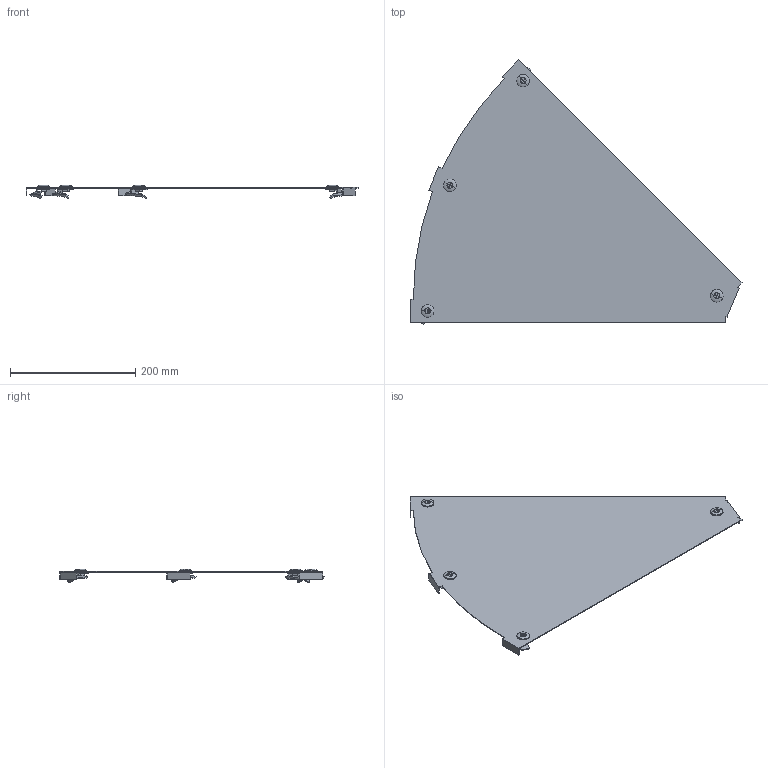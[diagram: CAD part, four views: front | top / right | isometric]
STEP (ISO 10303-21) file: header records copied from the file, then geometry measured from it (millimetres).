
FILE_DESCRIPTION (( 'STEP AP203' ), '1' );
FILE_NAME ('7138410.STEP', '2019-11-04T11:43:06', ( '' ), ( '' ), 'SwSTEP 2.0', 'SolidWorks 2018', '' );
FILE_SCHEMA (( 'CONFIG_CONTROL_DESIGN' ));
Length unit declared in the file: millimetre
Products named in the file (5): 120072_Standard; 7138410; 048180_NB=500 d-16,5 f〉 Helix-Drehriegel; 099600_Standard; 109905_quadratisch
Assembly tree (7 placements, depth 3):
  7138410
    048180_NB=500 d-16,5 f〉 Helix-Drehriegel
    120072_Standard  x4
      099600_Standard
      109905_quadratisch
Bounding box: 530.51 x 422.33 x 21.36 mm (x, y, z)
Volume: 183477.5 mm3; surface area: 288558.1 mm2
Topology: 9 solids, 9 shells, 338 faces, 952 edges, 636 vertices
Faces by surface type: plane 172, bspline 88, cone 44, cylinder 18, torus 16
Entity records: 6185 total; most frequent: CARTESIAN_POINT 2604, ORIENTED_EDGE 688, DIRECTION 517, EDGE_CURVE 344, VERTEX_POINT 231, LINE 193, VECTOR 193, AXIS2_PLACEMENT_3D 162
